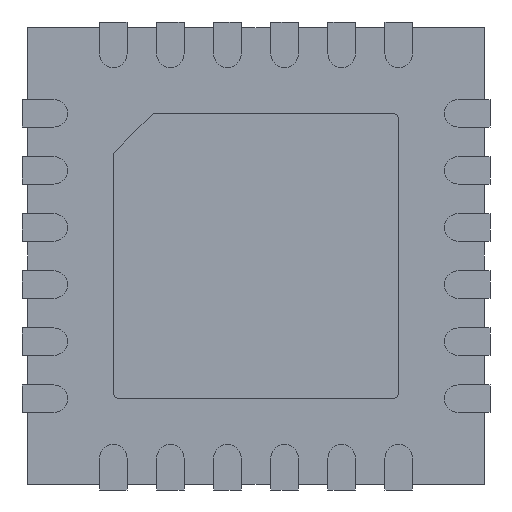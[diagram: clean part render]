
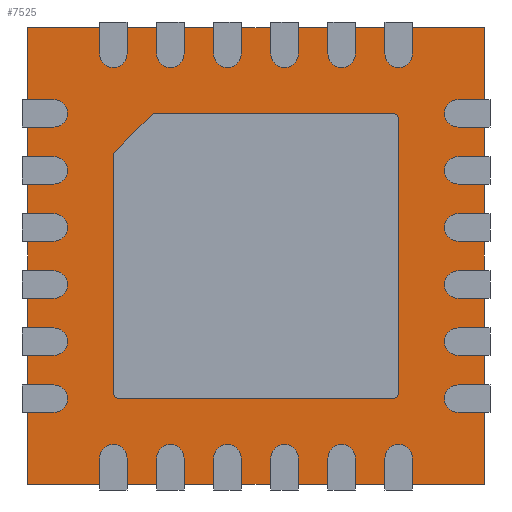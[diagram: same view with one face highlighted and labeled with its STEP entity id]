
A CAD part, front view. The second image highlights one B-rep face of the part: STEP entity #7525.
In plain terms, the highlighted planar face has unit normal (0, -1, 0).
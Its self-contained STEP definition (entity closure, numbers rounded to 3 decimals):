
#7368 = CARTESIAN_POINT ( 'NONE',  ( -2., 0.05, -2. ) ) ;
#7369 = VERTEX_POINT ( 'NONE', #7368 ) ;
#7370 = CARTESIAN_POINT ( 'NONE',  ( -2., 0.05, 2. ) ) ;
#7371 = VERTEX_POINT ( 'NONE', #7370 ) ;
#7372 = CARTESIAN_POINT ( 'NONE',  ( -2., 0.05, 2. ) ) ;
#7373 = DIRECTION ( 'NONE',  ( 0., 0., 1. ) ) ;
#7374 = VECTOR ( 'NONE', #7373, 1000. ) ;
#7375 = LINE ( 'NONE', #7372, #7374 ) ;
#7376 = EDGE_CURVE ( 'NONE', #7369, #7371, #7375, .T. ) ;
#7408 = CARTESIAN_POINT ( 'NONE',  ( 2., 0.05, 2. ) ) ;
#7409 = VERTEX_POINT ( 'NONE', #7408 ) ;
#7410 = CARTESIAN_POINT ( 'NONE',  ( 2., 0.05, 2. ) ) ;
#7411 = DIRECTION ( 'NONE',  ( 1., 0., 0. ) ) ;
#7412 = VECTOR ( 'NONE', #7411, 1000. ) ;
#7413 = LINE ( 'NONE', #7410, #7412 ) ;
#7414 = EDGE_CURVE ( 'NONE', #7371, #7409, #7413, .T. ) ;
#7439 = CARTESIAN_POINT ( 'NONE',  ( 2., 0.05, -2. ) ) ;
#7440 = VERTEX_POINT ( 'NONE', #7439 ) ;
#7441 = CARTESIAN_POINT ( 'NONE',  ( 2., 0.05, 2. ) ) ;
#7442 = DIRECTION ( 'NONE',  ( 0., 0., -1. ) ) ;
#7443 = VECTOR ( 'NONE', #7442, 1000. ) ;
#7444 = LINE ( 'NONE', #7441, #7443 ) ;
#7445 = EDGE_CURVE ( 'NONE', #7409, #7440, #7444, .T. ) ;
#7470 = CARTESIAN_POINT ( 'NONE',  ( 2., 0.05, -2. ) ) ;
#7471 = DIRECTION ( 'NONE',  ( -1., 0., 0. ) ) ;
#7472 = VECTOR ( 'NONE', #7471, 1000. ) ;
#7473 = LINE ( 'NONE', #7470, #7472 ) ;
#7474 = EDGE_CURVE ( 'NONE', #7440, #7369, #7473, .T. ) ;
#7514 = ORIENTED_EDGE ( 'NONE', *, *, #7376, .F. ) ;
#7515 = ORIENTED_EDGE ( 'NONE', *, *, #7474, .F. ) ;
#7516 = ORIENTED_EDGE ( 'NONE', *, *, #7445, .F. ) ;
#7517 = ORIENTED_EDGE ( 'NONE', *, *, #7414, .F. ) ;
#7518 = EDGE_LOOP ( 'NONE', ( #7514, #7515, #7516, #7517 ) ) ;
#7519 = FACE_OUTER_BOUND ( 'NONE', #7518, .T. ) ;
#7520 = CARTESIAN_POINT ( 'NONE',  ( 0., 0.05, 0. ) ) ;
#7521 = DIRECTION ( 'NONE',  ( 0., 1., 0. ) ) ;
#7522 = DIRECTION ( 'NONE',  ( 0., 0., 1. ) ) ;
#7523 = AXIS2_PLACEMENT_3D ( 'NONE', #7520, #7521, #7522 ) ;
#7524 = PLANE ( 'NONE', #7523 ) ;
#7525 = ADVANCED_FACE ( 'NONE', ( #7519 ), #7524, .F. ) ;
